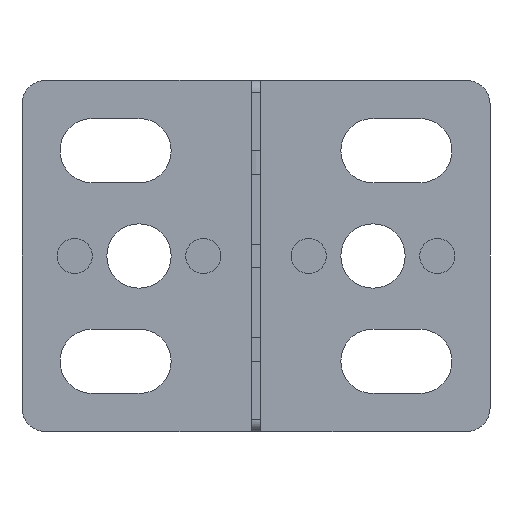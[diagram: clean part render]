
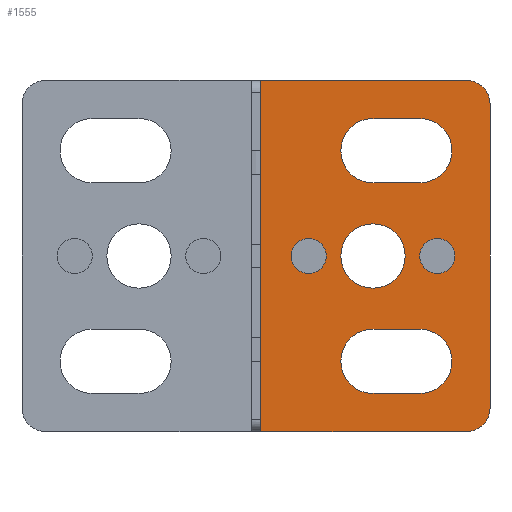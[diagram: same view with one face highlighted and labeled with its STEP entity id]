
A CAD part, front view. The second image highlights one B-rep face of the part: STEP entity #1555.
In plain terms, the highlighted planar face has unit normal (0, -1, 0).
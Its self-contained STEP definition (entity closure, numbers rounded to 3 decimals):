
#915=CARTESIAN_POINT('',(20.0,-7.5,2.0));
#916=VERTEX_POINT('',#915);
#923=CARTESIAN_POINT('',(18.0,-7.5,0.0));
#924=VERTEX_POINT('',#923);
#925=CARTESIAN_POINT('',(18.0,-7.5,2.0));
#926=DIRECTION('',(0.0,1.0,0.0));
#927=DIRECTION('',(0.707,0.0,-0.707));
#928=AXIS2_PLACEMENT_3D('',#925,#926,#927);
#929=CIRCLE('',#928,2.0);
#930=EDGE_CURVE('',#916,#924,#929,.T.);
#947=CARTESIAN_POINT('',(20.0,-7.5,28.0));
#948=VERTEX_POINT('',#947);
#955=CARTESIAN_POINT('',(20.0,-7.5,2.0));
#956=DIRECTION('',(0.0,0.0,1.0));
#957=VECTOR('',#956,26.0);
#958=LINE('',#955,#957);
#959=EDGE_CURVE('',#916,#948,#958,.T.);
#971=CARTESIAN_POINT('',(18.0,-7.5,30.0));
#972=VERTEX_POINT('',#971);
#979=CARTESIAN_POINT('',(18.0,-7.5,28.0));
#980=DIRECTION('',(0.0,1.0,0.0));
#981=DIRECTION('',(0.707,0.0,0.707));
#982=AXIS2_PLACEMENT_3D('',#979,#980,#981);
#983=CIRCLE('',#982,2.0);
#984=EDGE_CURVE('',#972,#948,#983,.T.);
#995=CARTESIAN_POINT('',(0.4,-7.5,30.0));
#996=VERTEX_POINT('',#995);
#1003=CARTESIAN_POINT('',(18.0,-7.5,30.0));
#1004=DIRECTION('',(-1.0,0.0,0.0));
#1005=VECTOR('',#1004,17.6);
#1006=LINE('',#1003,#1005);
#1007=EDGE_CURVE('',#972,#996,#1006,.T.);
#1044=CARTESIAN_POINT('',(6.,-7.5,15.0));
#1045=VERTEX_POINT('',#1044);
#1046=CARTESIAN_POINT('',(4.5,-7.5,15.0));
#1047=DIRECTION('',(0.0,1.0,0.0));
#1048=DIRECTION('',(-1.0,0.0,0.0));
#1049=AXIS2_PLACEMENT_3D('',#1046,#1047,#1048);
#1050=CIRCLE('',#1049,1.5);
#1051=EDGE_CURVE('',#1045,#1045,#1050,.T.);
#1081=CARTESIAN_POINT('',(17.0,-7.5,15.0));
#1082=VERTEX_POINT('',#1081);
#1083=CARTESIAN_POINT('',(15.5,-7.5,15.0));
#1084=DIRECTION('',(0.0,1.0,0.0));
#1085=DIRECTION('',(-1.0,0.0,0.0));
#1086=AXIS2_PLACEMENT_3D('',#1083,#1084,#1085);
#1087=CIRCLE('',#1086,1.5);
#1088=EDGE_CURVE('',#1082,#1082,#1087,.T.);
#1108=CARTESIAN_POINT('',(14.,-7.5,26.75));
#1109=VERTEX_POINT('',#1108);
#1116=CARTESIAN_POINT('',(10.,-7.5,26.75));
#1117=VERTEX_POINT('',#1116);
#1118=CARTESIAN_POINT('',(10.0,-7.5,26.75));
#1119=DIRECTION('',(1.0,0.0,0.0));
#1120=VECTOR('',#1119,4.);
#1121=LINE('',#1118,#1120);
#1122=EDGE_CURVE('',#1117,#1109,#1121,.T.);
#1140=CARTESIAN_POINT('',(10.,-7.5,21.25));
#1141=VERTEX_POINT('',#1140);
#1142=CARTESIAN_POINT('',(10.,-7.5,24.0));
#1143=DIRECTION('',(0.0,1.0,0.0));
#1144=DIRECTION('',(0.0,0.0,1.0));
#1145=AXIS2_PLACEMENT_3D('',#1142,#1143,#1144);
#1146=CIRCLE('',#1145,2.75);
#1147=EDGE_CURVE('',#1141,#1117,#1146,.T.);
#1165=CARTESIAN_POINT('',(14.,-7.5,21.25));
#1166=VERTEX_POINT('',#1165);
#1167=CARTESIAN_POINT('',(14.,-7.5,21.25));
#1168=DIRECTION('',(-1.0,0.0,0.0));
#1169=VECTOR('',#1168,4.0);
#1170=LINE('',#1167,#1169);
#1171=EDGE_CURVE('',#1166,#1141,#1170,.T.);
#1189=CARTESIAN_POINT('',(14.,-7.5,24.0));
#1190=DIRECTION('',(0.0,1.0,0.0));
#1191=DIRECTION('',(0.0,0.0,-1.0));
#1192=AXIS2_PLACEMENT_3D('',#1189,#1190,#1191);
#1193=CIRCLE('',#1192,2.75);
#1194=EDGE_CURVE('',#1109,#1166,#1193,.T.);
#1208=CARTESIAN_POINT('',(12.75,-7.5,15.0));
#1209=VERTEX_POINT('',#1208);
#1210=CARTESIAN_POINT('',(10.,-7.5,15.0));
#1211=DIRECTION('',(0.0,1.0,0.0));
#1212=DIRECTION('',(-1.0,0.0,0.0));
#1213=AXIS2_PLACEMENT_3D('',#1210,#1211,#1212);
#1214=CIRCLE('',#1213,2.75);
#1215=EDGE_CURVE('',#1209,#1209,#1214,.T.);
#1226=CARTESIAN_POINT('',(14.,-7.5,8.75));
#1227=VERTEX_POINT('',#1226);
#1234=CARTESIAN_POINT('',(10.,-7.5,8.75));
#1235=VERTEX_POINT('',#1234);
#1236=CARTESIAN_POINT('',(10.0,-7.5,8.75));
#1237=DIRECTION('',(1.0,0.0,0.0));
#1238=VECTOR('',#1237,4.);
#1239=LINE('',#1236,#1238);
#1240=EDGE_CURVE('',#1235,#1227,#1239,.T.);
#1258=CARTESIAN_POINT('',(10.,-7.5,3.25));
#1259=VERTEX_POINT('',#1258);
#1260=CARTESIAN_POINT('',(10.,-7.5,6.));
#1261=DIRECTION('',(0.0,1.0,0.0));
#1262=DIRECTION('',(0.0,0.0,1.0));
#1263=AXIS2_PLACEMENT_3D('',#1260,#1261,#1262);
#1264=CIRCLE('',#1263,2.75);
#1265=EDGE_CURVE('',#1259,#1235,#1264,.T.);
#1283=CARTESIAN_POINT('',(14.,-7.5,3.25));
#1284=VERTEX_POINT('',#1283);
#1285=CARTESIAN_POINT('',(14.,-7.5,3.25));
#1286=DIRECTION('',(-1.0,0.0,0.0));
#1287=VECTOR('',#1286,4.);
#1288=LINE('',#1285,#1287);
#1289=EDGE_CURVE('',#1284,#1259,#1288,.T.);
#1307=CARTESIAN_POINT('',(14.,-7.5,6.));
#1308=DIRECTION('',(0.0,1.0,0.0));
#1309=DIRECTION('',(0.0,0.0,-1.0));
#1310=AXIS2_PLACEMENT_3D('',#1307,#1308,#1309);
#1311=CIRCLE('',#1310,2.75);
#1312=EDGE_CURVE('',#1227,#1284,#1311,.T.);
#1351=CARTESIAN_POINT('',(0.4,-7.5,0.0));
#1352=VERTEX_POINT('',#1351);
#1359=CARTESIAN_POINT('',(0.4,-7.5,0.0));
#1360=DIRECTION('',(0.0,0.0,1.0));
#1361=VECTOR('',#1360,30.0);
#1362=LINE('',#1359,#1361);
#1363=EDGE_CURVE('',#1352,#996,#1362,.T.);
#1401=CARTESIAN_POINT('',(0.4,-7.5,0.0));
#1402=DIRECTION('',(1.0,0.0,0.0));
#1403=VECTOR('',#1402,17.6);
#1404=LINE('',#1401,#1403);
#1405=EDGE_CURVE('',#1352,#924,#1404,.T.);
#1521=CARTESIAN_POINT('',(20.0,-7.5,0.0));
#1522=DIRECTION('',(0.0,-1.0,0.0));
#1523=DIRECTION('',(0.0,0.0,-1.0));
#1524=AXIS2_PLACEMENT_3D('',#1521,#1522,#1523);
#1525=PLANE('',#1524);
#1526=ORIENTED_EDGE('',*,*,#930,.F.);
#1527=ORIENTED_EDGE('',*,*,#959,.T.);
#1528=ORIENTED_EDGE('',*,*,#984,.F.);
#1529=ORIENTED_EDGE('',*,*,#1007,.T.);
#1530=ORIENTED_EDGE('',*,*,#1363,.F.);
#1531=ORIENTED_EDGE('',*,*,#1405,.T.);
#1532=EDGE_LOOP('',(#1526,#1527,#1528,#1529,#1530,#1531));
#1533=FACE_OUTER_BOUND('',#1532,.T.);
#1534=ORIENTED_EDGE('',*,*,#1051,.T.);
#1535=EDGE_LOOP('',(#1534));
#1536=FACE_BOUND('',#1535,.T.);
#1537=ORIENTED_EDGE('',*,*,#1088,.T.);
#1538=EDGE_LOOP('',(#1537));
#1539=FACE_BOUND('',#1538,.T.);
#1540=ORIENTED_EDGE('',*,*,#1171,.T.);
#1541=ORIENTED_EDGE('',*,*,#1147,.T.);
#1542=ORIENTED_EDGE('',*,*,#1122,.T.);
#1543=ORIENTED_EDGE('',*,*,#1194,.T.);
#1544=EDGE_LOOP('',(#1540,#1541,#1542,#1543));
#1545=FACE_BOUND('',#1544,.T.);
#1546=ORIENTED_EDGE('',*,*,#1215,.T.);
#1547=EDGE_LOOP('',(#1546));
#1548=FACE_BOUND('',#1547,.T.);
#1549=ORIENTED_EDGE('',*,*,#1289,.T.);
#1550=ORIENTED_EDGE('',*,*,#1265,.T.);
#1551=ORIENTED_EDGE('',*,*,#1240,.T.);
#1552=ORIENTED_EDGE('',*,*,#1312,.T.);
#1553=EDGE_LOOP('',(#1549,#1550,#1551,#1552));
#1554=FACE_BOUND('',#1553,.T.);
#1555=ADVANCED_FACE('',(#1533,#1536,#1539,#1545,#1548,#1554),#1525,.T.);
